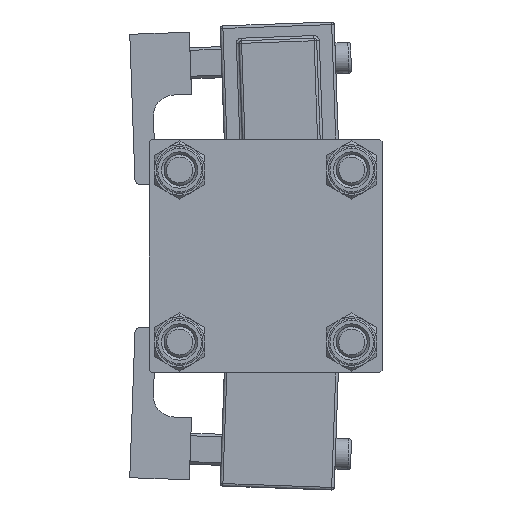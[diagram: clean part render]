
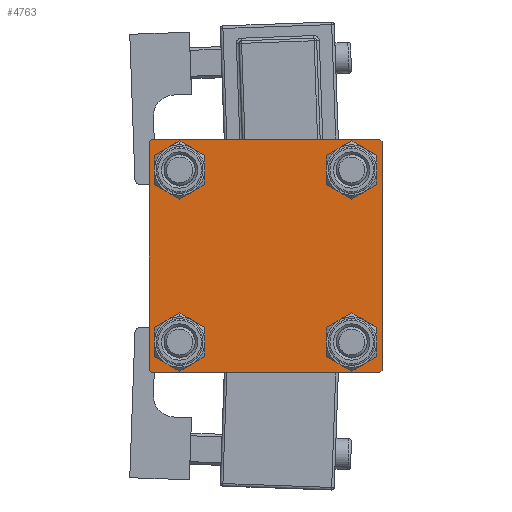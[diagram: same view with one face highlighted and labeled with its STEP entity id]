
A CAD part, left-side view. The second image highlights one B-rep face of the part: STEP entity #4763.
In plain terms, the highlighted planar face has unit normal (-1, 0, 0).
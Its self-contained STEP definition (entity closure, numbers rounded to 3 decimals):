
#444 = EDGE_CURVE ( 'NONE', #21936, #15973, #38425, .T. ) ;
#707 = AXIS2_PLACEMENT_3D ( 'NONE', #39558, #10983, #2273 ) ;
#783 = EDGE_CURVE ( 'NONE', #47605, #50588, #8934, .T. ) ;
#1802 = CIRCLE ( 'NONE', #22685, 3.5 ) ;
#2259 = CARTESIAN_POINT ( 'NONE',  ( 0., 22.5, 22. ) ) ;
#2273 = DIRECTION ( 'NONE',  ( 0., 0., 1. ) ) ;
#2621 = ORIENTED_EDGE ( 'NONE', *, *, #9731, .T. ) ;
#2804 = DIRECTION ( 'NONE',  ( 1., 0., 0. ) ) ;
#3164 = ORIENTED_EDGE ( 'NONE', *, *, #4931, .T. ) ;
#3547 = FACE_OUTER_BOUND ( 'NONE', #18359, .T. ) ;
#3683 = AXIS2_PLACEMENT_3D ( 'NONE', #13961, #9330, #13694 ) ;
#4081 = CIRCLE ( 'NONE', #25812, 3.5 ) ;
#4637 = ORIENTED_EDGE ( 'NONE', *, *, #11653, .T. ) ;
#4763 = ADVANCED_FACE ( 'NONE', ( #8143, #37522, #41078, #40818, #3547 ), #12237, .T. ) ;
#4931 = EDGE_CURVE ( 'NONE', #46576, #34558, #33633, .T. ) ;
#5377 = EDGE_CURVE ( 'NONE', #10867, #49382, #4081, .T. ) ;
#6115 = ORIENTED_EDGE ( 'NONE', *, *, #32459, .T. ) ;
#6390 = EDGE_CURVE ( 'NONE', #49382, #10867, #44128, .T. ) ;
#6403 = EDGE_CURVE ( 'NONE', #32832, #40647, #14540, .T. ) ;
#6504 = ORIENTED_EDGE ( 'NONE', *, *, #37143, .T. ) ;
#7046 = ORIENTED_EDGE ( 'NONE', *, *, #444, .T. ) ;
#7293 = DIRECTION ( 'NONE',  ( 1., 0., 0. ) ) ;
#8121 = EDGE_LOOP ( 'NONE', ( #7046, #47247 ) ) ;
#8143 = FACE_BOUND ( 'NONE', #50262, .T. ) ;
#8277 = DIRECTION ( 'NONE',  ( 0., 0., 1. ) ) ;
#8934 = LINE ( 'NONE', #42398, #17582 ) ;
#9330 = DIRECTION ( 'NONE',  ( 1., 0., 0. ) ) ;
#9731 = EDGE_CURVE ( 'NONE', #23467, #21912, #1802, .T. ) ;
#10713 = CARTESIAN_POINT ( 'NONE',  ( 0., 22.5, 22.5 ) ) ;
#10867 = VERTEX_POINT ( 'NONE', #44497 ) ;
#10983 = DIRECTION ( 'NONE',  ( 1., 0., 0. ) ) ;
#11060 = DIRECTION ( 'NONE',  ( 0., 0., -1. ) ) ;
#11378 = DIRECTION ( 'NONE',  ( 0., 0., 1. ) ) ;
#11653 = EDGE_CURVE ( 'NONE', #47605, #40647, #45302, .T. ) ;
#12050 = VECTOR ( 'NONE', #36422, 1000. ) ;
#12059 = CARTESIAN_POINT ( 'NONE',  ( 0., -22.25, -22.25 ) ) ;
#12237 = PLANE ( 'NONE',  #30967 ) ;
#12251 = EDGE_CURVE ( 'NONE', #17169, #27743, #23321, .T. ) ;
#12291 = CARTESIAN_POINT ( 'NONE',  ( 0., 16.6, -16.6 ) ) ;
#12761 = DIRECTION ( 'NONE',  ( 0., 0., 1. ) ) ;
#13238 = LINE ( 'NONE', #27374, #47070 ) ;
#13694 = DIRECTION ( 'NONE',  ( 0., 0., 1. ) ) ;
#13961 = CARTESIAN_POINT ( 'NONE',  ( 0., 16.6, -16.6 ) ) ;
#14043 = LINE ( 'NONE', #25489, #45286 ) ;
#14540 = LINE ( 'NONE', #10713, #52808 ) ;
#15484 = LINE ( 'NONE', #32071, #12050 ) ;
#15671 = DIRECTION ( 'NONE',  ( 1., 0., 0. ) ) ;
#15709 = CARTESIAN_POINT ( 'NONE',  ( 0., -22.5, 22. ) ) ;
#15973 = VERTEX_POINT ( 'NONE', #23013 ) ;
#16201 = CARTESIAN_POINT ( 'NONE',  ( 0., -16.6, -16.6 ) ) ;
#16378 = DIRECTION ( 'NONE',  ( 1., 0., 0. ) ) ;
#16936 = DIRECTION ( 'NONE',  ( 0., -0.707, 0.707 ) ) ;
#17169 = VERTEX_POINT ( 'NONE', #2259 ) ;
#17582 = VECTOR ( 'NONE', #50263, 1000. ) ;
#18186 = ORIENTED_EDGE ( 'NONE', *, *, #783, .F. ) ;
#18359 = EDGE_LOOP ( 'NONE', ( #18512, #48986, #18864, #23795, #18186, #4637, #34082, #30595 ) ) ;
#18512 = ORIENTED_EDGE ( 'NONE', *, *, #12251, .T. ) ;
#18621 = DIRECTION ( 'NONE',  ( 0., -1., 0. ) ) ;
#18717 = ORIENTED_EDGE ( 'NONE', *, *, #5377, .T. ) ;
#18864 = ORIENTED_EDGE ( 'NONE', *, *, #52359, .T. ) ;
#18945 = CIRCLE ( 'NONE', #53648, 3.5 ) ;
#19275 = VECTOR ( 'NONE', #11060, 1000. ) ;
#19560 = CARTESIAN_POINT ( 'NONE',  ( 0., -16.6, 16.6 ) ) ;
#19658 = CIRCLE ( 'NONE', #30931, 3.5 ) ;
#21348 = CIRCLE ( 'NONE', #49125, 3.5 ) ;
#21912 = VERTEX_POINT ( 'NONE', #40659 ) ;
#21936 = VERTEX_POINT ( 'NONE', #43247 ) ;
#22463 = EDGE_LOOP ( 'NONE', ( #6504, #2621 ) ) ;
#22685 = AXIS2_PLACEMENT_3D ( 'NONE', #32849, #48890, #11378 ) ;
#23013 = CARTESIAN_POINT ( 'NONE',  ( 0., 16.6, -20.1 ) ) ;
#23321 = LINE ( 'NONE', #30668, #19275 ) ;
#23467 = VERTEX_POINT ( 'NONE', #38683 ) ;
#23795 = ORIENTED_EDGE ( 'NONE', *, *, #42469, .T. ) ;
#24144 = DIRECTION ( 'NONE',  ( 1., 0., 0. ) ) ;
#25084 = CARTESIAN_POINT ( 'NONE',  ( 0., -22.5, -22. ) ) ;
#25489 = CARTESIAN_POINT ( 'NONE',  ( 0., 22.5, -22.5 ) ) ;
#25812 = AXIS2_PLACEMENT_3D ( 'NONE', #16201, #15671, #8277 ) ;
#25969 = CARTESIAN_POINT ( 'NONE',  ( 0., -22., 22.5 ) ) ;
#27374 = CARTESIAN_POINT ( 'NONE',  ( 0., 22.25, -22.25 ) ) ;
#27743 = VERTEX_POINT ( 'NONE', #47110 ) ;
#28726 = CARTESIAN_POINT ( 'NONE',  ( 0., -22.25, 22.25 ) ) ;
#30595 = ORIENTED_EDGE ( 'NONE', *, *, #42838, .T. ) ;
#30668 = CARTESIAN_POINT ( 'NONE',  ( 0., 22.5, 22.5 ) ) ;
#30686 = ORIENTED_EDGE ( 'NONE', *, *, #6390, .T. ) ;
#30779 = CARTESIAN_POINT ( 'NONE',  ( 0., -22., -22.5 ) ) ;
#30931 = AXIS2_PLACEMENT_3D ( 'NONE', #43868, #2804, #52007 ) ;
#30967 = AXIS2_PLACEMENT_3D ( 'NONE', #53290, #49217, #12761 ) ;
#31004 = AXIS2_PLACEMENT_3D ( 'NONE', #19560, #7293, #36138 ) ;
#31153 = CARTESIAN_POINT ( 'NONE',  ( 0., -16.6, 20.1 ) ) ;
#31180 = DIRECTION ( 'NONE',  ( 0., -0.707, -0.707 ) ) ;
#31368 = VERTEX_POINT ( 'NONE', #36631 ) ;
#32071 = CARTESIAN_POINT ( 'NONE',  ( 0., 22.25, 22.25 ) ) ;
#32459 = EDGE_CURVE ( 'NONE', #34558, #46576, #18945, .T. ) ;
#32699 = DIRECTION ( 'NONE',  ( 0., 0., 1. ) ) ;
#32832 = VERTEX_POINT ( 'NONE', #50114 ) ;
#32849 = CARTESIAN_POINT ( 'NONE',  ( 0., 16.6, 16.6 ) ) ;
#33633 = CIRCLE ( 'NONE', #31004, 3.5 ) ;
#34082 = ORIENTED_EDGE ( 'NONE', *, *, #6403, .F. ) ;
#34558 = VERTEX_POINT ( 'NONE', #31153 ) ;
#35509 = CARTESIAN_POINT ( 'NONE',  ( 0., -16.6, -13.1 ) ) ;
#36138 = DIRECTION ( 'NONE',  ( 0., 0., 1. ) ) ;
#36343 = VECTOR ( 'NONE', #16936, 1000. ) ;
#36373 = DIRECTION ( 'NONE',  ( 0., 0., 1. ) ) ;
#36422 = DIRECTION ( 'NONE',  ( 0., 0.707, -0.707 ) ) ;
#36631 = CARTESIAN_POINT ( 'NONE',  ( 0., 22., -22.5 ) ) ;
#37143 = EDGE_CURVE ( 'NONE', #21912, #23467, #19658, .T. ) ;
#37366 = EDGE_CURVE ( 'NONE', #15973, #21936, #21348, .T. ) ;
#37522 = FACE_BOUND ( 'NONE', #43717, .T. ) ;
#38228 = CARTESIAN_POINT ( 'NONE',  ( 0., -16.6, 13.1 ) ) ;
#38425 = CIRCLE ( 'NONE', #3683, 3.5 ) ;
#38683 = CARTESIAN_POINT ( 'NONE',  ( 0., 16.6, 13.1 ) ) ;
#39558 = CARTESIAN_POINT ( 'NONE',  ( 0., -16.6, -16.6 ) ) ;
#39642 = VERTEX_POINT ( 'NONE', #30779 ) ;
#40647 = VERTEX_POINT ( 'NONE', #25969 ) ;
#40659 = CARTESIAN_POINT ( 'NONE',  ( 0., 16.6, 20.1 ) ) ;
#40818 = FACE_BOUND ( 'NONE', #22463, .T. ) ;
#41078 = FACE_BOUND ( 'NONE', #8121, .T. ) ;
#42061 = DIRECTION ( 'NONE',  ( 0., -1., 0. ) ) ;
#42398 = CARTESIAN_POINT ( 'NONE',  ( 0., -22.5, 22.5 ) ) ;
#42469 = EDGE_CURVE ( 'NONE', #39642, #50588, #46291, .T. ) ;
#42838 = EDGE_CURVE ( 'NONE', #32832, #17169, #15484, .T. ) ;
#43247 = CARTESIAN_POINT ( 'NONE',  ( 0., 16.6, -13.1 ) ) ;
#43717 = EDGE_LOOP ( 'NONE', ( #30686, #18717 ) ) ;
#43868 = CARTESIAN_POINT ( 'NONE',  ( 0., 16.6, 16.6 ) ) ;
#44128 = CIRCLE ( 'NONE', #707, 3.5 ) ;
#44497 = CARTESIAN_POINT ( 'NONE',  ( 0., -16.6, -20.1 ) ) ;
#45286 = VECTOR ( 'NONE', #42061, 1000. ) ;
#45302 = LINE ( 'NONE', #28726, #50520 ) ;
#46291 = LINE ( 'NONE', #12059, #36343 ) ;
#46576 = VERTEX_POINT ( 'NONE', #38228 ) ;
#47070 = VECTOR ( 'NONE', #31180, 1000. ) ;
#47110 = CARTESIAN_POINT ( 'NONE',  ( 0., 22.5, -22. ) ) ;
#47247 = ORIENTED_EDGE ( 'NONE', *, *, #37366, .T. ) ;
#47605 = VERTEX_POINT ( 'NONE', #15709 ) ;
#48890 = DIRECTION ( 'NONE',  ( 1., 0., 0. ) ) ;
#48986 = ORIENTED_EDGE ( 'NONE', *, *, #53247, .T. ) ;
#49125 = AXIS2_PLACEMENT_3D ( 'NONE', #12291, #16378, #32699 ) ;
#49217 = DIRECTION ( 'NONE',  ( -1., 0., 0. ) ) ;
#49382 = VERTEX_POINT ( 'NONE', #35509 ) ;
#50114 = CARTESIAN_POINT ( 'NONE',  ( 0., 22., 22.5 ) ) ;
#50262 = EDGE_LOOP ( 'NONE', ( #6115, #3164 ) ) ;
#50263 = DIRECTION ( 'NONE',  ( 0., 0., -1. ) ) ;
#50520 = VECTOR ( 'NONE', #52372, 1000. ) ;
#50588 = VERTEX_POINT ( 'NONE', #25084 ) ;
#52007 = DIRECTION ( 'NONE',  ( 0., 0., 1. ) ) ;
#52359 = EDGE_CURVE ( 'NONE', #31368, #39642, #14043, .T. ) ;
#52372 = DIRECTION ( 'NONE',  ( 0., 0.707, 0.707 ) ) ;
#52390 = CARTESIAN_POINT ( 'NONE',  ( 0., -16.6, 16.6 ) ) ;
#52808 = VECTOR ( 'NONE', #18621, 1000. ) ;
#53247 = EDGE_CURVE ( 'NONE', #27743, #31368, #13238, .T. ) ;
#53290 = CARTESIAN_POINT ( 'NONE',  ( 0., 0., 0. ) ) ;
#53648 = AXIS2_PLACEMENT_3D ( 'NONE', #52390, #24144, #36373 ) ;
